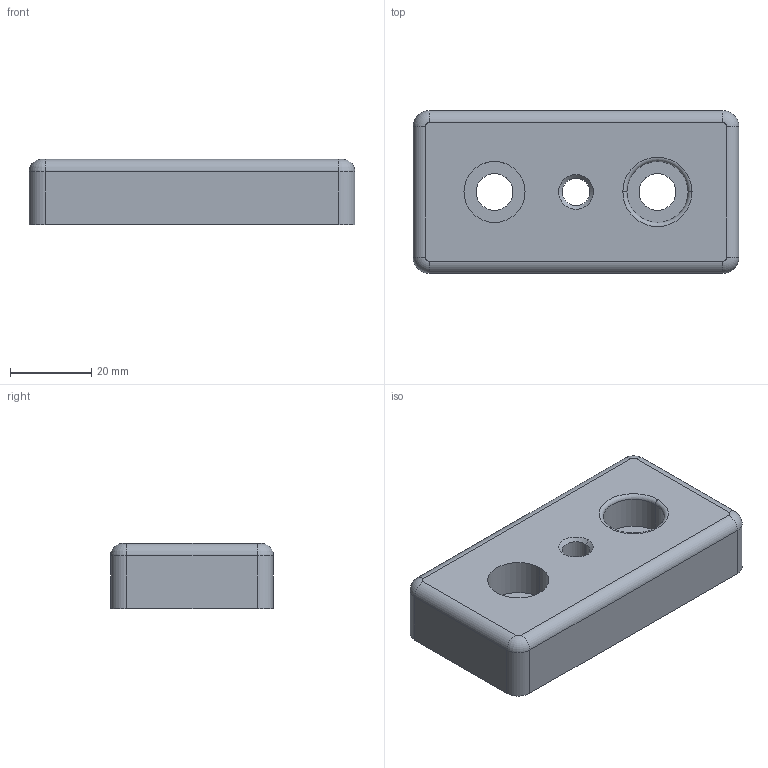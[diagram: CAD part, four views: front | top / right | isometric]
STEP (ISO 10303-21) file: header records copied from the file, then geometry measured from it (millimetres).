
FILE_DESCRIPTION (( 'STEP AP214' ), '1' );
FILE_NAME ('6.04.SPTBP4080.STEP', '2025-06-12T19:15:35', ( '' ), ( '' ), 'SwSTEP 2.0', 'SolidWorks 2023', '' );
FILE_SCHEMA (( 'AUTOMOTIVE_DESIGN' ));
Length unit declared in the file: millimetre
Products named in the file (1): 6.04.SPTBP4080
Bounding box: 80 x 40 x 16 mm (x, y, z)
Volume: 34110.2 mm3; surface area: 15524.4 mm2
Topology: 1 solids, 1 shells, 84 faces, 202 edges, 130 vertices
Faces by surface type: plane 44, cylinder 18, cone 16, torus 6
Entity records: 2501 total; most frequent: CARTESIAN_POINT 477, DIRECTION 424, ORIENTED_EDGE 404, EDGE_CURVE 202, AXIS2_PLACEMENT_3D 157, VERTEX_POINT 130, LINE 110, VECTOR 110
